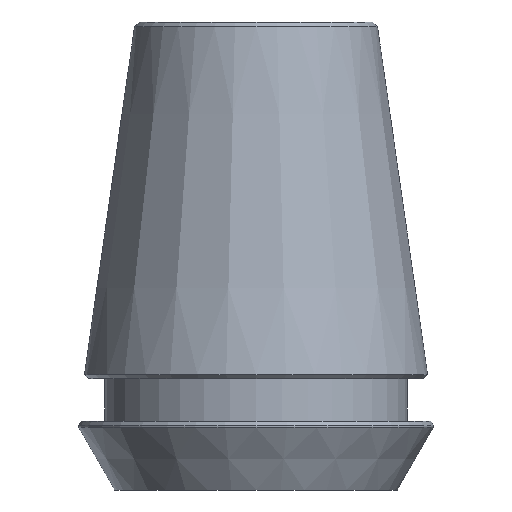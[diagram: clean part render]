
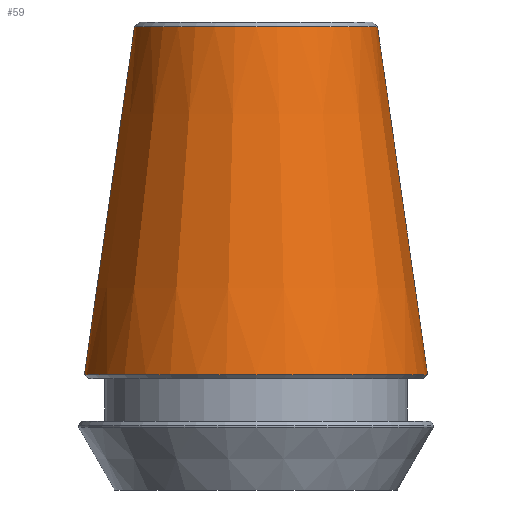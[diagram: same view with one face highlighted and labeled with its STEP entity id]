
A CAD part, front view. The second image highlights one B-rep face of the part: STEP entity #59.
In plain terms, the highlighted conical face has half-angle 8.201 degrees and reference radius 8.823 mm.
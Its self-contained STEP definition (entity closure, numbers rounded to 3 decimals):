
#35=CONICAL_SURFACE('',#170,8.824,8.201);
#41=FACE_BOUND('',#77,.T.);
#42=FACE_BOUND('',#78,.T.);
#59=ADVANCED_FACE('',(#41,#42),#35,.T.);
#77=EDGE_LOOP('',(#97));
#78=EDGE_LOOP('',(#98));
#97=ORIENTED_EDGE('',*,*,#126,.F.);
#98=ORIENTED_EDGE('',*,*,#125,.T.);
#115=VERTEX_POINT('',#244);
#116=VERTEX_POINT('',#247);
#125=EDGE_CURVE('',#115,#115,#135,.T.);
#126=EDGE_CURVE('',#116,#116,#136,.T.);
#135=CIRCLE('',#167,8.824);
#136=CIRCLE('',#169,12.464);
#167=AXIS2_PLACEMENT_3D('',#243,#198,#199);
#169=AXIS2_PLACEMENT_3D('',#246,#202,#203);
#170=AXIS2_PLACEMENT_3D('',#248,#204,#205);
#198=DIRECTION('',(0.,0.,-1.));
#199=DIRECTION('',(-1.,0.,0.));
#202=DIRECTION('',(0.,0.,-1.));
#203=DIRECTION('',(-1.,0.,0.));
#204=DIRECTION('',(0.,0.,-1.));
#205=DIRECTION('',(1.,0.,0.));
#243=CARTESIAN_POINT('',(0.,0.,25.551));
#244=CARTESIAN_POINT('',(-8.824,0.,25.551));
#246=CARTESIAN_POINT('',(0.,0.,0.29));
#247=CARTESIAN_POINT('',(-12.464,0.,0.29));
#248=CARTESIAN_POINT('',(0.,0.,25.551));
